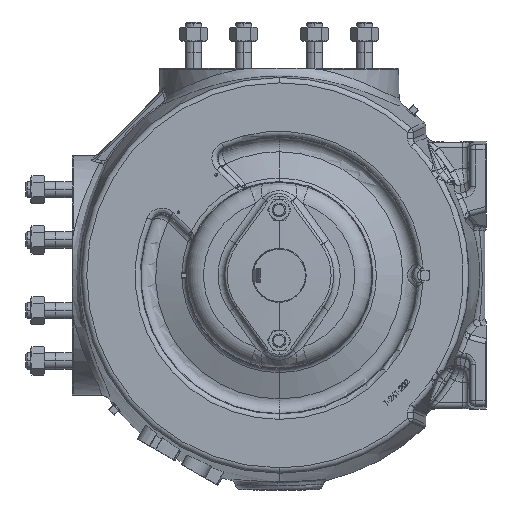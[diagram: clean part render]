
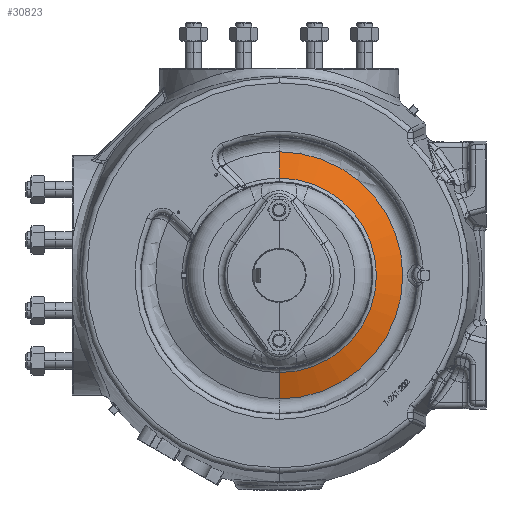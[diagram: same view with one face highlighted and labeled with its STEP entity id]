
A CAD part, left-side view. The second image highlights one B-rep face of the part: STEP entity #30823.
In plain terms, the highlighted conical face has half-angle 70 degrees and reference radius 109.505 mm.
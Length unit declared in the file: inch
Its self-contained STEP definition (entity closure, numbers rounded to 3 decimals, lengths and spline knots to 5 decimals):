
#361 = AXIS2_PLACEMENT_3D ( 'NONE', #41790, #110483, #51687 ) ;
#2718 = CARTESIAN_POINT ( 'NONE',  ( -10.99007, 0., 0. ) ) ;
#9038 = VERTEX_POINT ( 'NONE', #70216 ) ;
#13748 = CARTESIAN_POINT ( 'NONE',  ( -10.99007, 0., 4.31124 ) ) ;
#14465 = CARTESIAN_POINT ( 'NONE',  ( -10.49523, 0., 5.67078 ) ) ;
#15258 = LINE ( 'NONE', #13748, #116601 ) ;
#28093 = CARTESIAN_POINT ( 'NONE',  ( -10.99007, 0., -4.31124 ) ) ;
#28267 = DIRECTION ( 'NONE',  ( 1., 0., 0. ) ) ;
#30823 = ADVANCED_FACE ( 'NONE', ( #126125 ), #32383, .T. ) ;
#32383 = CONICAL_SURFACE ( 'NONE', #84794, 4.31124, 1.222 ) ;
#34055 = CARTESIAN_POINT ( 'NONE',  ( -10.9356, 0., -4.4609 ) ) ;
#37433 = VECTOR ( 'NONE', #57724, 39.37008 ) ;
#41790 = CARTESIAN_POINT ( 'NONE',  ( -10.49523, 0., 0. ) ) ;
#43324 = DIRECTION ( 'NONE',  ( 0.342, 0., 0.94 ) ) ;
#51687 = DIRECTION ( 'NONE',  ( 0., 0., -1. ) ) ;
#51923 = DIRECTION ( 'NONE',  ( 0., 0., -1. ) ) ;
#54774 = ORIENTED_EDGE ( 'NONE', *, *, #100339, .T. ) ;
#57241 = CIRCLE ( 'NONE', #76407, 4.4609 ) ;
#57724 = DIRECTION ( 'NONE',  ( 0.342, 0., -0.94 ) ) ;
#61380 = DIRECTION ( 'NONE',  ( 1., 0., 0. ) ) ;
#62140 = VERTEX_POINT ( 'NONE', #101043 ) ;
#63358 = CIRCLE ( 'NONE', #361, 5.67078 ) ;
#63590 = LINE ( 'NONE', #28093, #37433 ) ;
#69491 = ORIENTED_EDGE ( 'NONE', *, *, #110100, .T. ) ;
#70216 = CARTESIAN_POINT ( 'NONE',  ( -10.9356, 0., 4.4609 ) ) ;
#76407 = AXIS2_PLACEMENT_3D ( 'NONE', #86994, #28267, #96920 ) ;
#83655 = VERTEX_POINT ( 'NONE', #34055 ) ;
#84794 = AXIS2_PLACEMENT_3D ( 'NONE', #2718, #61380, #51923 ) ;
#86994 = CARTESIAN_POINT ( 'NONE',  ( -10.9356, 0., 0. ) ) ;
#93013 = EDGE_CURVE ( 'NONE', #9038, #83655, #57241, .T. ) ;
#96920 = DIRECTION ( 'NONE',  ( 0., 0., -1. ) ) ;
#98276 = ORIENTED_EDGE ( 'NONE', *, *, #93013, .T. ) ;
#98663 = VERTEX_POINT ( 'NONE', #14465 ) ;
#100339 = EDGE_CURVE ( 'NONE', #83655, #62140, #63590, .T. ) ;
#101043 = CARTESIAN_POINT ( 'NONE',  ( -10.49523, 0., -5.67078 ) ) ;
#110100 = EDGE_CURVE ( 'NONE', #62140, #98663, #63358, .T. ) ;
#110483 = DIRECTION ( 'NONE',  ( -1., 0., 0. ) ) ;
#114964 = EDGE_CURVE ( 'NONE', #9038, #98663, #15258, .T. ) ;
#116601 = VECTOR ( 'NONE', #43324, 39.37008 ) ;
#122607 = ORIENTED_EDGE ( 'NONE', *, *, #114964, .F. ) ;
#123445 = EDGE_LOOP ( 'NONE', ( #122607, #98276, #54774, #69491 ) ) ;
#126125 = FACE_OUTER_BOUND ( 'NONE', #123445, .T. ) ;
